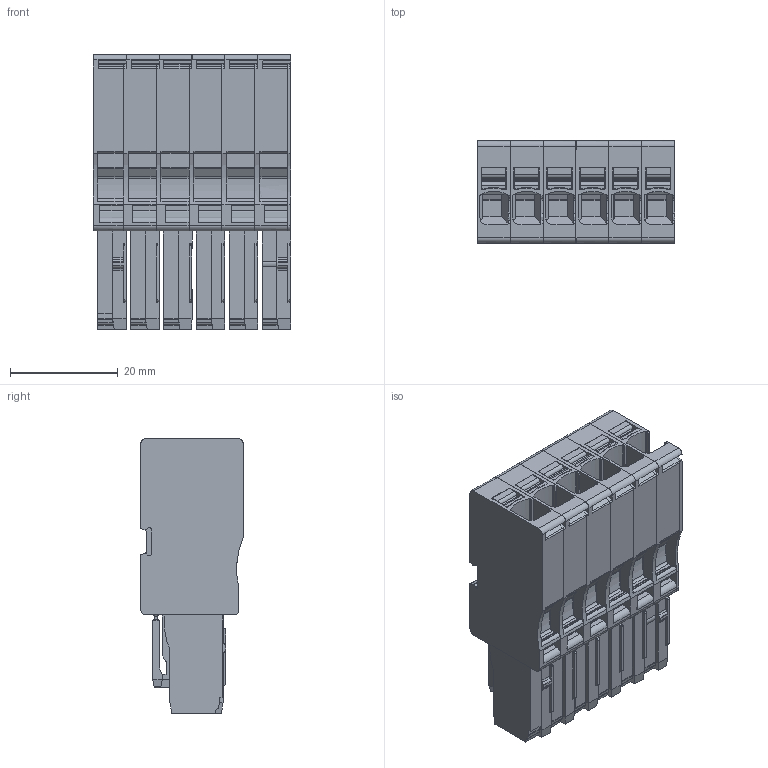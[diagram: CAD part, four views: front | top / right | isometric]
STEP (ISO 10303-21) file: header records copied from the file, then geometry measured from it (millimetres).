
FILE_DESCRIPTION(('CATIA V5R22 STEP214','CAx-IF Rec.Pracs.--- Model Styling and Organization---1.4--- 2014-01-23'),'2;1');
FILE_NAME ('265974-1_2', '2022-01-20T09:22:42+00:00', ('Weidmueller Interface'), ('Weidmueller'), 'CATIA Version 5-6 Release 2016 SP3 HF44', 'CATIA V5 STEP AP214', 'none');
FILE_SCHEMA(('AUTOMOTIVE_DESIGN { 1 0 10303 214 1 1 1 1 }'));
Products named in the file (1): 2540510000
Bounding box: 36.6 x 19 x 50.95 mm (x, y, z)
Volume: 23992 mm3; surface area: 19356 mm2
Topology: 13 solids, 13 shells, 2356 faces, 6851 edges, 4502 vertices
Faces by surface type: plane 1299, cylinder 961, extrusion 42, sphere 24, revolution 18, torus 12
Entity records: 76664 total; most frequent: CARTESIAN_POINT 16566, ORIENTED_EDGE 13654, DIRECTION 10497, EDGE_CURVE 6827, VECTOR 4881, LINE 4839, VERTEX_POINT 4502, AXIS2_PLACEMENT_3D 3577
